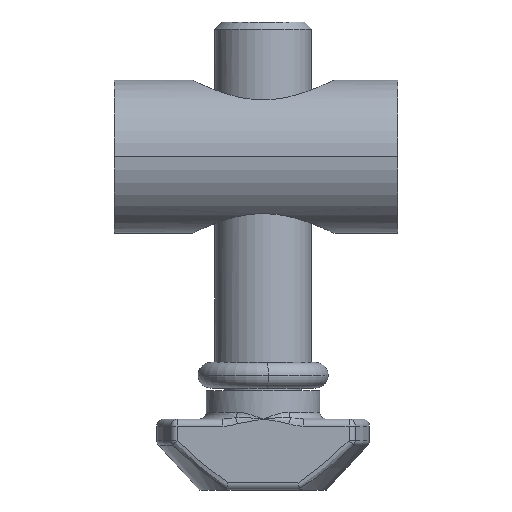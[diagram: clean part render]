
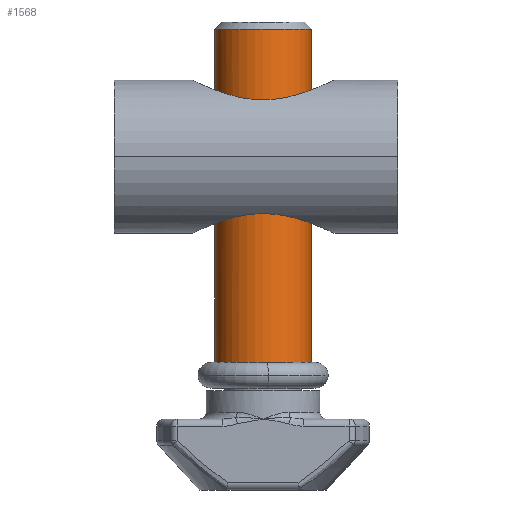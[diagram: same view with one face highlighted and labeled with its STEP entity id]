
A CAD part, left-side view. The second image highlights one B-rep face of the part: STEP entity #1568.
In plain terms, the highlighted cylindrical face has radius 3.4 mm (diameter 6.8 mm), a partial arc.
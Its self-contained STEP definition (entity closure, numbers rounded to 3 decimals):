
#112 = VECTOR ( 'NONE', #2852, 1000. ) ;
#143 = LINE ( 'NONE', #4148, #5318 ) ;
#151 = LINE ( 'NONE', #2721, #112 ) ;
#272 = EDGE_CURVE ( 'NONE', #3681, #3646, #151, .T. ) ;
#358 = AXIS2_PLACEMENT_3D ( 'NONE', #1408, #1324, #1342 ) ;
#413 = EDGE_CURVE ( 'NONE', #3681, #3977, #5331, .T. ) ;
#612 = EDGE_CURVE ( 'NONE', #3794, #3959, #4558, .T. ) ;
#698 = CARTESIAN_POINT ( 'NONE',  ( 0., 24.5, -3.4 ) ) ;
#715 = CARTESIAN_POINT ( 'NONE',  ( 0., 13.5, -3.4 ) ) ;
#937 = EDGE_CURVE ( 'NONE', #3977, #3828, #5443, .T. ) ;
#957 = AXIS2_PLACEMENT_3D ( 'NONE', #2894, #3186, #2936 ) ;
#1125 = EDGE_CURVE ( 'NONE', #3959, #3646, #4545, .T. ) ;
#1226 = EDGE_CURVE ( 'NONE', #3794, #3754, #143, .T. ) ;
#1253 = AXIS2_PLACEMENT_3D ( 'NONE', #4225, #4167, #4097 ) ;
#1256 = EDGE_CURVE ( 'NONE', #3828, #3754, #5427, .T. ) ;
#1324 = DIRECTION ( 'NONE',  ( 0., -1., 0. ) ) ;
#1342 = DIRECTION ( 'NONE',  ( 0., 0., -1. ) ) ;
#1408 = CARTESIAN_POINT ( 'NONE',  ( 0., 0., 0. ) ) ;
#1568 = ADVANCED_FACE ( 'NONE', ( #5513 ), #5330, .T. ) ;
#2209 = ORIENTED_EDGE ( 'NONE', *, *, #1256, .T. ) ;
#2272 = ORIENTED_EDGE ( 'NONE', *, *, #937, .T. ) ;
#2392 = ORIENTED_EDGE ( 'NONE', *, *, #413, .T. ) ;
#2426 = ORIENTED_EDGE ( 'NONE', *, *, #1226, .F. ) ;
#2450 = ORIENTED_EDGE ( 'NONE', *, *, #1125, .T. ) ;
#2505 = ORIENTED_EDGE ( 'NONE', *, *, #612, .T. ) ;
#2721 = CARTESIAN_POINT ( 'NONE',  ( 0., 0., -3.4 ) ) ;
#2852 = DIRECTION ( 'NONE',  ( 0., -1., 0. ) ) ;
#2894 = CARTESIAN_POINT ( 'NONE',  ( 0., 24.5, 0. ) ) ;
#2936 = DIRECTION ( 'NONE',  ( 0., 0., -1. ) ) ;
#3186 = DIRECTION ( 'NONE',  ( 0., -1., 0. ) ) ;
#3534 = ORIENTED_EDGE ( 'NONE', *, *, #272, .F. ) ;
#3646 = VERTEX_POINT ( 'NONE', #715 ) ;
#3681 = VERTEX_POINT ( 'NONE', #698 ) ;
#3754 = VERTEX_POINT ( 'NONE', #4636 ) ;
#3794 = VERTEX_POINT ( 'NONE', #4597 ) ;
#3828 = VERTEX_POINT ( 'NONE', #4616 ) ;
#3959 = VERTEX_POINT ( 'NONE', #4673 ) ;
#3977 = VERTEX_POINT ( 'NONE', #4683 ) ;
#4082 = CARTESIAN_POINT ( 'NONE',  ( 0.231, 13.489, -3.394 ) ) ;
#4089 = CARTESIAN_POINT ( 'NONE',  ( 1.577, 12.76, -3.016 ) ) ;
#4097 = DIRECTION ( 'NONE',  ( 0., 0., -1. ) ) ;
#4100 = CARTESIAN_POINT ( 'NONE',  ( 1.424, 12.914, -3.093 ) ) ;
#4116 = CARTESIAN_POINT ( 'NONE',  ( 1.075, 13.183, -3.231 ) ) ;
#4127 = CARTESIAN_POINT ( 'NONE',  ( 0.565, 13.416, -3.355 ) ) ;
#4148 = CARTESIAN_POINT ( 'NONE',  ( 0., 0., -3.4 ) ) ;
#4167 = DIRECTION ( 'NONE',  ( 0., 1., 0. ) ) ;
#4179 = CARTESIAN_POINT ( 'NONE',  ( 1.969, 12.248, -2.775 ) ) ;
#4189 = CARTESIAN_POINT ( 'NONE',  ( 1.849, 12.428, -2.857 ) ) ;
#4190 = CARTESIAN_POINT ( 'NONE',  ( 2.419, 11.273, -2.392 ) ) ;
#4213 = DIRECTION ( 'NONE',  ( 0., -1., 0. ) ) ;
#4221 = CARTESIAN_POINT ( 'NONE',  ( 2.584, 10.629, -2.212 ) ) ;
#4224 = CARTESIAN_POINT ( 'NONE',  ( 2.482, 11.061, -2.325 ) ) ;
#4225 = CARTESIAN_POINT ( 'NONE',  ( 0., 0.5, 0. ) ) ;
#4239 = CARTESIAN_POINT ( 'NONE',  ( 2.621, 10.409, -2.166 ) ) ;
#4242 = CARTESIAN_POINT ( 'NONE',  ( 0.455, 13.447, -3.371 ) ) ;
#4251 = CARTESIAN_POINT ( 'NONE',  ( 0., 13.5, -3.4 ) ) ;
#4255 = CARTESIAN_POINT ( 'NONE',  ( 2.672, 9.96, -2.102 ) ) ;
#4272 = CARTESIAN_POINT ( 'NONE',  ( 0.884, 13.295, -3.29 ) ) ;
#4279 = CARTESIAN_POINT ( 'NONE',  ( 2.177, 11.873, -2.615 ) ) ;
#4280 = CARTESIAN_POINT ( 'NONE',  ( 0.115, 13.5, -3.4 ) ) ;
#4281 = CARTESIAN_POINT ( 'NONE',  ( 2.266, 11.679, -2.537 ) ) ;
#4403 = CARTESIAN_POINT ( 'NONE',  ( 2.685, 9.728, -2.085 ) ) ;
#4412 = CARTESIAN_POINT ( 'NONE',  ( 2.685, 9.5, -2.085 ) ) ;
#4545 = B_SPLINE_CURVE_WITH_KNOTS ( 'NONE', 3,
 ( #4412, #4403, #4255, #4239, #4221, #4224, #4190, #4281, #4279, #4179, #4189, #4089, #4100, #4116, #4272, #4127, #4242, #4082, #4280, #4251 ),
 .UNSPECIFIED., .F., .F.,
 ( 4, 2, 2, 2, 2, 2, 2, 2, 2, 4 ),
 ( 0.007, 0.008, 0.008, 0.009, 0.01, 0.011, 0.011, 0.012, 0.012, 0.013 ),
 .UNSPECIFIED. ) ;
#4558 = B_SPLINE_CURVE_WITH_KNOTS ( 'NONE', 3,
 ( #4922, #4980, #5122, #4793, #4965, #5111, #4869, #4920, #4953, #5116, #4924, #5037, #4977, #4778, #5008, #4826, #4796, #5158, #5065, #5125 ),
 .UNSPECIFIED., .F., .F.,
 ( 4, 2, 2, 2, 2, 2, 2, 2, 2, 4 ),
 ( 0.002, 0.002, 0.003, 0.003, 0.004, 0.004, 0.005, 0.006, 0.006, 0.007 ),
 .UNSPECIFIED. ) ;
#4597 = CARTESIAN_POINT ( 'NONE',  ( 0., 5.5, -3.4 ) ) ;
#4616 = CARTESIAN_POINT ( 'NONE',  ( 0., 0.5, 3.4 ) ) ;
#4636 = CARTESIAN_POINT ( 'NONE',  ( 0., 0.5, -3.4 ) ) ;
#4673 = CARTESIAN_POINT ( 'NONE',  ( 2.685, 9.5, -2.085 ) ) ;
#4683 = CARTESIAN_POINT ( 'NONE',  ( 0., 24.5, 3.4 ) ) ;
#4778 = CARTESIAN_POINT ( 'NONE',  ( 2.42, 7.73, -2.391 ) ) ;
#4793 = CARTESIAN_POINT ( 'NONE',  ( 0.777, 5.665, -3.312 ) ) ;
#4796 = CARTESIAN_POINT ( 'NONE',  ( 2.622, 8.594, -2.165 ) ) ;
#4826 = CARTESIAN_POINT ( 'NONE',  ( 2.583, 8.37, -2.212 ) ) ;
#4869 = CARTESIAN_POINT ( 'NONE',  ( 1.165, 5.886, -3.196 ) ) ;
#4920 = CARTESIAN_POINT ( 'NONE',  ( 1.424, 6.086, -3.093 ) ) ;
#4922 = CARTESIAN_POINT ( 'NONE',  ( 0., 5.5, -3.4 ) ) ;
#4924 = CARTESIAN_POINT ( 'NONE',  ( 1.969, 6.752, -2.775 ) ) ;
#4953 = CARTESIAN_POINT ( 'NONE',  ( 1.58, 6.242, -3.015 ) ) ;
#4965 = CARTESIAN_POINT ( 'NONE',  ( 0.88, 5.714, -3.286 ) ) ;
#4977 = CARTESIAN_POINT ( 'NONE',  ( 2.268, 7.326, -2.535 ) ) ;
#4980 = CARTESIAN_POINT ( 'NONE',  ( 0.229, 5.5, -3.4 ) ) ;
#5008 = CARTESIAN_POINT ( 'NONE',  ( 2.482, 7.939, -2.325 ) ) ;
#5037 = CARTESIAN_POINT ( 'NONE',  ( 2.178, 7.128, -2.614 ) ) ;
#5065 = CARTESIAN_POINT ( 'NONE',  ( 2.685, 9.271, -2.085 ) ) ;
#5111 = CARTESIAN_POINT ( 'NONE',  ( 1.073, 5.824, -3.228 ) ) ;
#5116 = CARTESIAN_POINT ( 'NONE',  ( 1.851, 6.574, -2.856 ) ) ;
#5122 = CARTESIAN_POINT ( 'NONE',  ( 0.46, 5.545, -3.376 ) ) ;
#5125 = CARTESIAN_POINT ( 'NONE',  ( 2.685, 9.5, -2.085 ) ) ;
#5126 = CARTESIAN_POINT ( 'NONE',  ( 0., 0., 3.4 ) ) ;
#5132 = DIRECTION ( 'NONE',  ( 0., -1., 0. ) ) ;
#5158 = CARTESIAN_POINT ( 'NONE',  ( 2.673, 9.045, -2.102 ) ) ;
#5318 = VECTOR ( 'NONE', #4213, 1000. ) ;
#5330 = CYLINDRICAL_SURFACE ( 'NONE', #358, 3.4 ) ;
#5331 = CIRCLE ( 'NONE', #957, 3.4 ) ;
#5336 = EDGE_LOOP ( 'NONE', ( #2392, #2272, #2209, #2426, #2505, #2450, #3534 ) ) ;
#5409 = VECTOR ( 'NONE', #5132, 1000. ) ;
#5427 = CIRCLE ( 'NONE', #1253, 3.4 ) ;
#5443 = LINE ( 'NONE', #5126, #5409 ) ;
#5513 = FACE_OUTER_BOUND ( 'NONE', #5336, .T. ) ;
